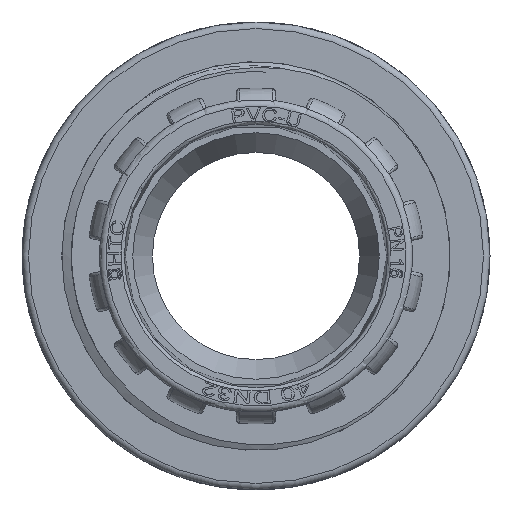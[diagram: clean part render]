
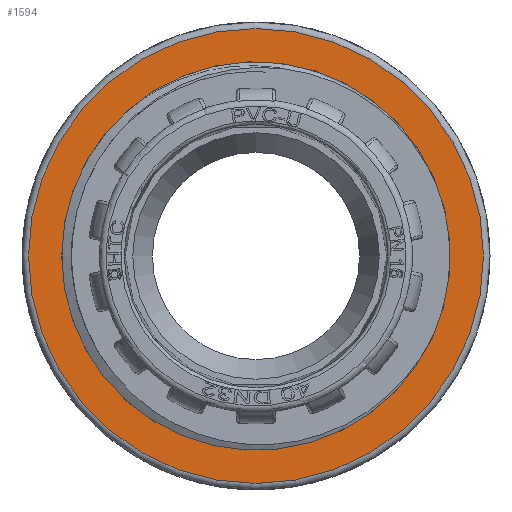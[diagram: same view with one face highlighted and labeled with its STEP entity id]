
A CAD part, front view. The second image highlights one B-rep face of the part: STEP entity #1594.
In plain terms, the highlighted planar face has unit normal (0, -1, 0).
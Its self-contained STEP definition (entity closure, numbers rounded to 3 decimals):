
#1594=ADVANCED_FACE('',(#4717,#4718),#2301,.T.);
#2301=PLANE('',#15719);
#4485=CIRCLE('',#15715,29.807);
#4486=CIRCLE('',#15717,34.9);
#4717=FACE_BOUND('',#5048,.T.);
#4718=FACE_BOUND('',#5049,.T.);
#5048=EDGE_LOOP('',(#7008));
#5049=EDGE_LOOP('',(#7009));
#7008=ORIENTED_EDGE('',*,*,#12452,.T.);
#7009=ORIENTED_EDGE('',*,*,#12451,.T.);
#10765=VERTEX_POINT('',#26604);
#10766=VERTEX_POINT('',#27201);
#12451=EDGE_CURVE('',#10765,#10765,#4485,.T.);
#12452=EDGE_CURVE('',#10766,#10766,#4486,.T.);
#15715=AXIS2_PLACEMENT_3D('',#26603,#17251,#17252);
#15717=AXIS2_PLACEMENT_3D('',#27200,#17255,#17256);
#15719=AXIS2_PLACEMENT_3D('',#27203,#17259,#17260);
#17251=DIRECTION('',(0.,1.,0.));
#17252=DIRECTION('',(-1.,0.,0.));
#17255=DIRECTION('',(0.,-1.,0.));
#17256=DIRECTION('',(-1.,0.,0.));
#17259=DIRECTION('',(0.,-1.,0.));
#17260=DIRECTION('',(-1.,0.,0.));
#26603=CARTESIAN_POINT('',(720.931,581.044,0.));
#26604=CARTESIAN_POINT('',(691.124,581.044,0.));
#27200=CARTESIAN_POINT('',(720.931,581.044,0.));
#27201=CARTESIAN_POINT('',(686.031,581.044,0.));
#27203=CARTESIAN_POINT('',(720.931,581.044,0.));
